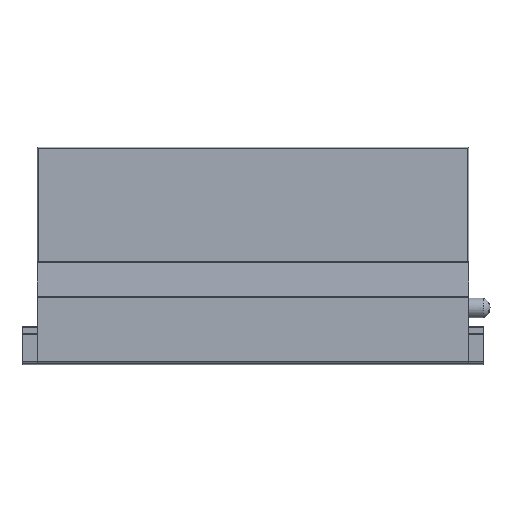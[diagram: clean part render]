
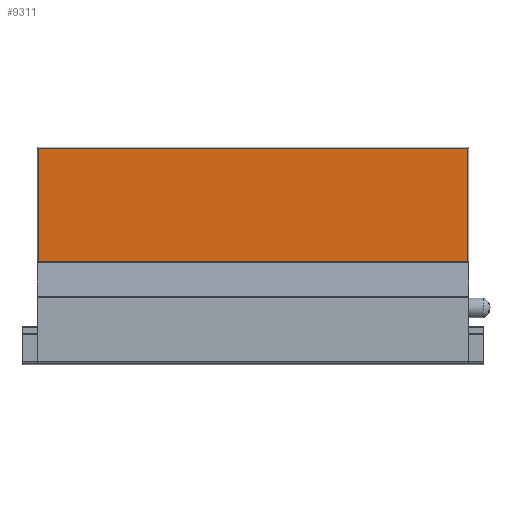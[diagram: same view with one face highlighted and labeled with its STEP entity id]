
A CAD part, left-side view. The second image highlights one B-rep face of the part: STEP entity #9311.
In plain terms, the highlighted planar face has unit normal (-1, 0, 0).
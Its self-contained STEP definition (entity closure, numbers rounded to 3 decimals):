
#3273=ORIENTED_EDGE('',*,*,#4660,.T.);
#3274=ORIENTED_EDGE('',*,*,#4661,.T.);
#3275=ORIENTED_EDGE('',*,*,#4662,.T.);
#3276=ORIENTED_EDGE('',*,*,#4663,.T.);
#4660=EDGE_CURVE('',#5570,#5571,#6423,.T.);
#4661=EDGE_CURVE('',#5571,#5572,#6424,.T.);
#4662=EDGE_CURVE('',#5572,#5573,#6425,.T.);
#4663=EDGE_CURVE('',#5573,#5570,#6426,.T.);
#5570=VERTEX_POINT('',#18103);
#5571=VERTEX_POINT('',#18104);
#5572=VERTEX_POINT('',#18106);
#5573=VERTEX_POINT('',#18108);
#6423=LINE('',#18102,#7296);
#6424=LINE('',#18105,#7297);
#6425=LINE('',#18107,#7298);
#6426=LINE('',#18109,#7299);
#7296=VECTOR('',#12284,1000.);
#7297=VECTOR('',#12285,1000.);
#7298=VECTOR('',#12286,1000.);
#7299=VECTOR('',#12287,1000.);
#7877=EDGE_LOOP('',(#3273,#3274,#3275,#3276));
#8432=FACE_BOUND('',#7877,.T.);
#8796=PLANE('',#10198);
#9311=ADVANCED_FACE('',(#8432),#8796,.F.);
#10198=AXIS2_PLACEMENT_3D('',#18101,#12282,#12283);
#12282=DIRECTION('',(1.,0.,0.));
#12283=DIRECTION('',(0.,0.,-1.));
#12284=DIRECTION('',(0.,1.,0.));
#12285=DIRECTION('',(0.,0.,-1.));
#12286=DIRECTION('',(0.,-1.,0.));
#12287=DIRECTION('',(0.,0.,1.));
#18101=CARTESIAN_POINT('',(0.,-50.,200.));
#18102=CARTESIAN_POINT('',(0.,-50.,199.5));
#18103=CARTESIAN_POINT('',(0.,-49.5,199.5));
#18104=CARTESIAN_POINT('',(0.,17.5,199.5));
#18105=CARTESIAN_POINT('',(0.,17.5,200.));
#18106=CARTESIAN_POINT('',(0.,17.5,0.5));
#18107=CARTESIAN_POINT('',(0.,-50.,0.5));
#18108=CARTESIAN_POINT('',(0.,-49.5,0.5));
#18109=CARTESIAN_POINT('',(0.,-49.5,200.));
